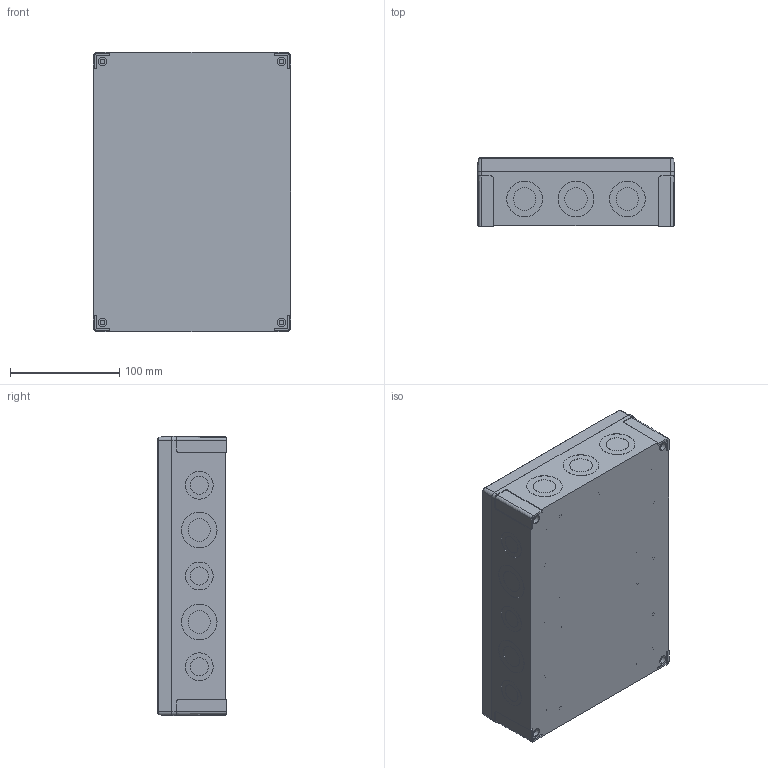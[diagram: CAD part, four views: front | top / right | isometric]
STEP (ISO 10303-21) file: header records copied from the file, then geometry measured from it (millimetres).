
FILE_DESCRIPTION (( 'STEP AP203' ), '1' );
FILE_NAME ('ULPCM20063G_Default.step', '2025-08-29T17:51:16', ( 'Windows User' ), ( 'AUTOMATION DIRECT' ), 'SwSTEP 2.0', 'SolidWorks 2024', '' );
FILE_SCHEMA (( 'CONFIG_CONTROL_DESIGN' ));
Length unit declared in the file: inch
Products named in the file (1): ULPCM20063G_Default
Bounding box: 180.1 x 63.2 x 255.1 mm (x, y, z)
Volume: 594020.2 mm3; surface area: 307669 mm2
Topology: 6 solids, 6 shells, 795 faces, 1809 edges, 1198 vertices
Faces by surface type: plane 397, cylinder 350, cone 48
Entity records: 22756 total; most frequent: DIRECTION 4185, CARTESIAN_POINT 3947, ORIENTED_EDGE 3618, EDGE_CURVE 1809, AXIS2_PLACEMENT_3D 1612, VERTEX_POINT 1198, EDGE_LOOP 975, VECTOR 961
